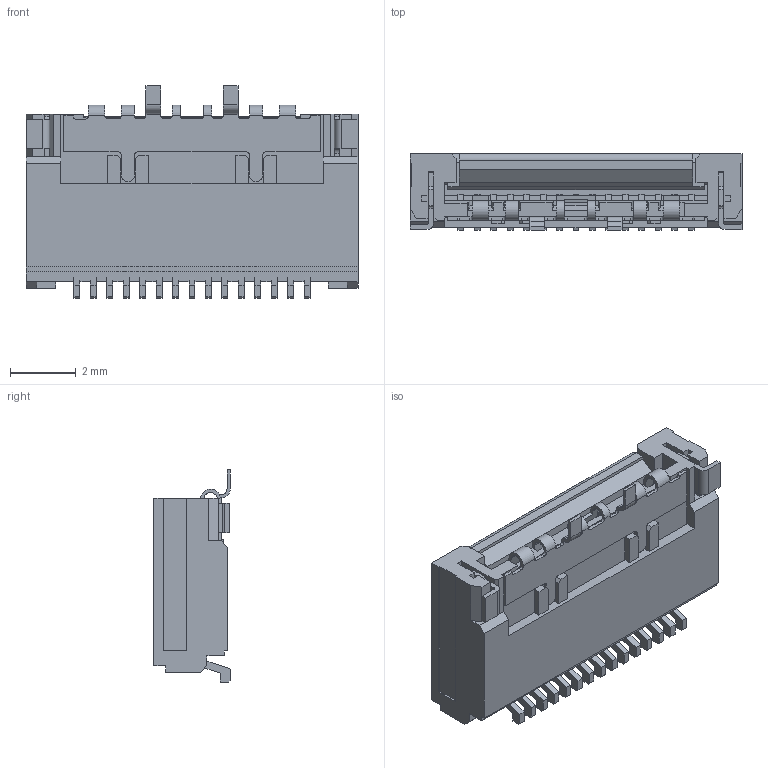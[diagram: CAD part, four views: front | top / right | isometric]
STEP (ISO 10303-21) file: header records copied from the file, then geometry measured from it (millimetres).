
FILE_DESCRIPTION((''),'2;1');
FILE_NAME('5022441530','2016-09-03T',('rlalsangi'),(''),'PRO/ENGINEER BY PARAMETRIC TECHNOLOGY CORPORATION, 2012310','PRO/ENGINEER BY PARAMETRIC TECHNOLOGY CORPORATION, 2012310','');
FILE_SCHEMA(('CONFIG_CONTROL_DESIGN'));
Length unit declared in the file: millimetre
Products named in the file (1): 5022441530
Bounding box: 10.1 x 2.33 x 6.46 mm (x, y, z)
Volume: 83 mm3; surface area: 341.7 mm2
Topology: 1 solids, 1 shells, 1068 faces, 3498 edges, 2323 vertices
Faces by surface type: plane 849, cylinder 219
Entity records: 38010 total; most frequent: ORIENTED_EDGE 6844, CARTESIAN_POINT 6814, DIRECTION 6090, EDGE_CURVE 3422, VECTOR 3044, LINE 3044, VERTEX_POINT 2247, AXIS2_PLACEMENT_3D 1523
